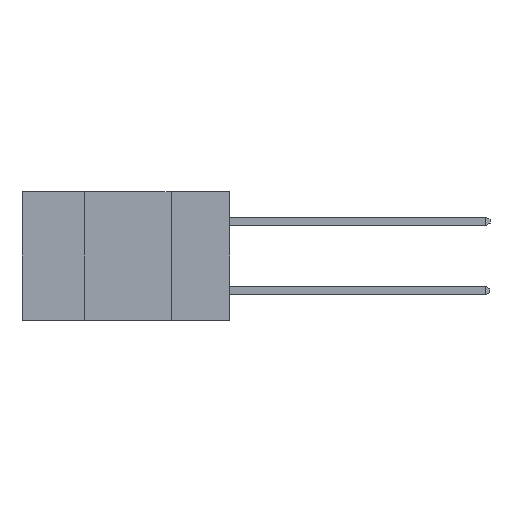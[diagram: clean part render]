
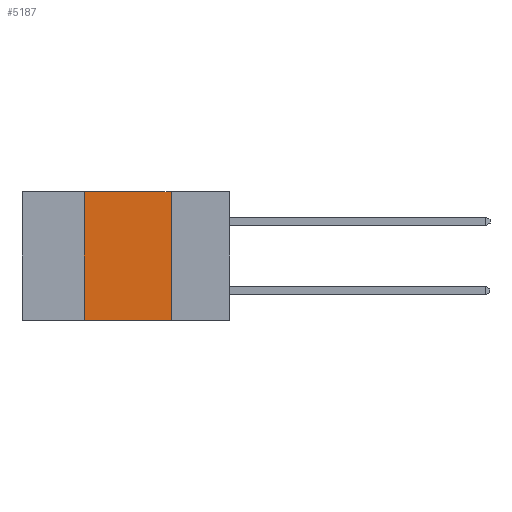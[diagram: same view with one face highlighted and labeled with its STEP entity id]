
A CAD part, left-side view. The second image highlights one B-rep face of the part: STEP entity #5187.
In plain terms, the highlighted planar face has unit normal (-1, 0, 0).
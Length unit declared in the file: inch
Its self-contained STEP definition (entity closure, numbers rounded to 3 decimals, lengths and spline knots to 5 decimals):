
#1 = CARTESIAN_POINT ( 'NONE',  ( 0., 0.42, 0. ) ) ;
#361 = ORIENTED_EDGE ( 'NONE', *, *, #8843, .T. ) ;
#428 = ORIENTED_EDGE ( 'NONE', *, *, #11237, .F. ) ;
#709 = CARTESIAN_POINT ( 'NONE',  ( 0., 0.42, -0.37 ) ) ;
#805 = CARTESIAN_POINT ( 'NONE',  ( 0., 0.6, 0. ) ) ;
#1599 = VERTEX_POINT ( 'NONE', #4288 ) ;
#1897 = PLANE ( 'NONE',  #5086 ) ;
#2346 = DIRECTION ( 'NONE',  ( 0., -1., 0. ) ) ;
#2431 = CARTESIAN_POINT ( 'NONE',  ( 0., 0.42, 0. ) ) ;
#2439 = VERTEX_POINT ( 'NONE', #4833 ) ;
#3006 = DIRECTION ( 'NONE',  ( 0., 0., -1. ) ) ;
#3222 = EDGE_CURVE ( 'NONE', #1599, #2439, #10003, .T. ) ;
#3953 = ORIENTED_EDGE ( 'NONE', *, *, #9622, .F. ) ;
#4288 = CARTESIAN_POINT ( 'NONE',  ( 0., 0.17, 0. ) ) ;
#4833 = CARTESIAN_POINT ( 'NONE',  ( 0., 0.17, -0.37 ) ) ;
#5029 = EDGE_LOOP ( 'NONE', ( #8469, #3953, #428, #361 ) ) ;
#5086 = AXIS2_PLACEMENT_3D ( 'NONE', #805, #8492, #3006 ) ;
#5187 = ADVANCED_FACE ( 'NONE', ( #7540 ), #1897, .F. ) ;
#5684 = LINE ( 'NONE', #1, #10067 ) ;
#6270 = VECTOR ( 'NONE', #2346, 39.37008 ) ;
#6537 = CARTESIAN_POINT ( 'NONE',  ( 0., 0.17, 0. ) ) ;
#7198 = VERTEX_POINT ( 'NONE', #2431 ) ;
#7540 = FACE_OUTER_BOUND ( 'NONE', #5029, .T. ) ;
#7737 = VECTOR ( 'NONE', #8235, 39.37008 ) ;
#7840 = DIRECTION ( 'NONE',  ( 0., 0., 1. ) ) ;
#7936 = CARTESIAN_POINT ( 'NONE',  ( 0., 0.6, 0. ) ) ;
#7989 = CARTESIAN_POINT ( 'NONE',  ( 0., 0.6, -0.37 ) ) ;
#8235 = DIRECTION ( 'NONE',  ( 0., 0., -1. ) ) ;
#8469 = ORIENTED_EDGE ( 'NONE', *, *, #3222, .F. ) ;
#8492 = DIRECTION ( 'NONE',  ( 1., 0., 0. ) ) ;
#8805 = DIRECTION ( 'NONE',  ( 0., -1., 0. ) ) ;
#8843 = EDGE_CURVE ( 'NONE', #10001, #2439, #10349, .T. ) ;
#9171 = VECTOR ( 'NONE', #8805, 39.37008 ) ;
#9435 = LINE ( 'NONE', #7936, #9171 ) ;
#9622 = EDGE_CURVE ( 'NONE', #7198, #1599, #9435, .T. ) ;
#10001 = VERTEX_POINT ( 'NONE', #709 ) ;
#10003 = LINE ( 'NONE', #6537, #7737 ) ;
#10067 = VECTOR ( 'NONE', #7840, 39.37008 ) ;
#10349 = LINE ( 'NONE', #7989, #6270 ) ;
#11237 = EDGE_CURVE ( 'NONE', #10001, #7198, #5684, .T. ) ;
